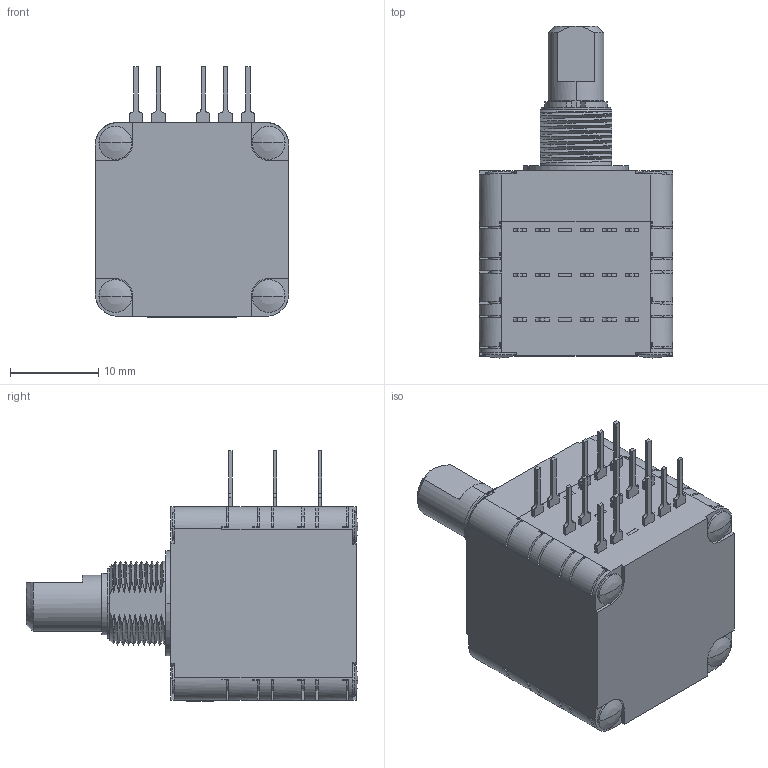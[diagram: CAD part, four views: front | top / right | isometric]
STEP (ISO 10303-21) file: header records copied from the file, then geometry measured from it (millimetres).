
FILE_DESCRIPTION((''),'2;1');
FILE_NAME('25BSP22THRU36-BG-3-XX_SW0001','2009-11-05T',('Administrator'),(''),'PRO/ENGINEER BY PARAMETRIC TECHNOLOGY CORPORATION, 2006200','PRO/ENGINEER BY PARAMETRIC TECHNOLOGY CORPORATION, 2006200','');
FILE_SCHEMA(('CONFIG_CONTROL_DESIGN'));
Length unit declared in the file: inch
Products named in the file (1): 25BSP22THRU36-BG-3-XX_SW0001
Bounding box: 21.97 x 37.67 x 28.43 mm (x, y, z)
Volume: 5422.3 mm3; surface area: 9229.1 mm2
Topology: 1 solids, 1 shells, 1098 faces, 3035 edges, 1977 vertices
Faces by surface type: plane 801, cylinder 224, bspline 46, cone 19, sphere 8
Entity records: 44876 total; most frequent: CARTESIAN_POINT 9523, ORIENTED_EDGE 6038, DIRECTION 5726, EDGE_CURVE 3019, VECTOR 2112, LINE 2112, VERTEX_POINT 1977, AXIS2_PLACEMENT_3D 1807
